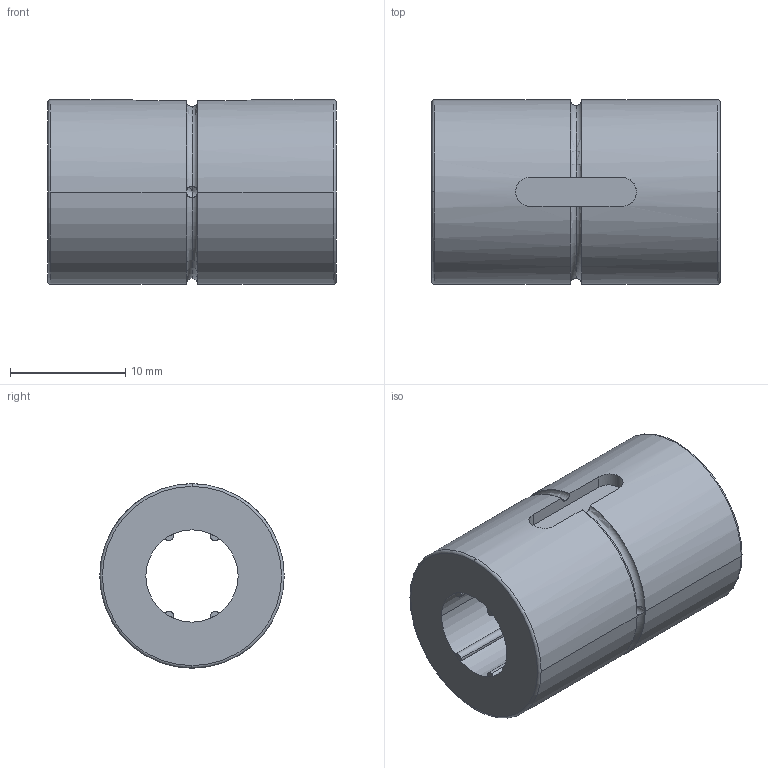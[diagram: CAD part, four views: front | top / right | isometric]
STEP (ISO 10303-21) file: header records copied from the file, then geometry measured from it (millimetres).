
FILE_DESCRIPTION( ( '' ), '1' );
FILE_NAME( 'tretter_ssp4_308.stp', '2008-09-03T08:47:11', ( '' ), ( '' ), ' ', ' ', ' ' );
FILE_SCHEMA( ( 'CONFIG_CONTROL_DESIGN' ) );
Length unit declared in the file: millimetre
Products named in the file (1): 1
Bounding box: 25 x 16 x 16 mm (x, y, z)
Volume: 3742.7 mm3; surface area: 2283.7 mm2
Topology: 1 solids, 1 shells, 49 faces, 120 edges, 73 vertices
Faces by surface type: cylinder 20, plane 13, torus 12, cone 4
Entity records: 1818 total; most frequent: CARTESIAN_POINT 605, DIRECTION 268, ORIENTED_EDGE 232, AXIS2_PLACEMENT_3D 116, EDGE_CURVE 116, VERTEX_POINT 73, CIRCLE 66, EDGE_LOOP 55
